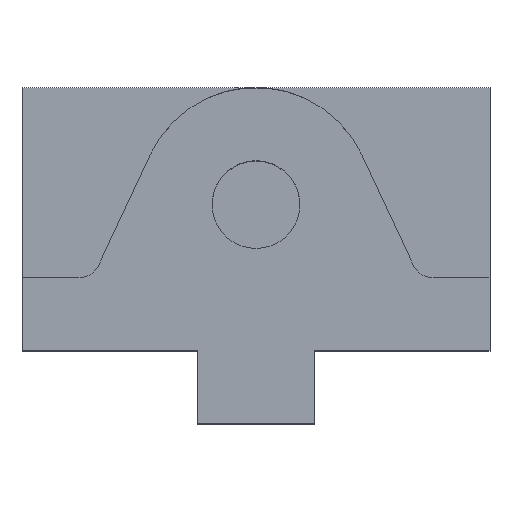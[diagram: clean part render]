
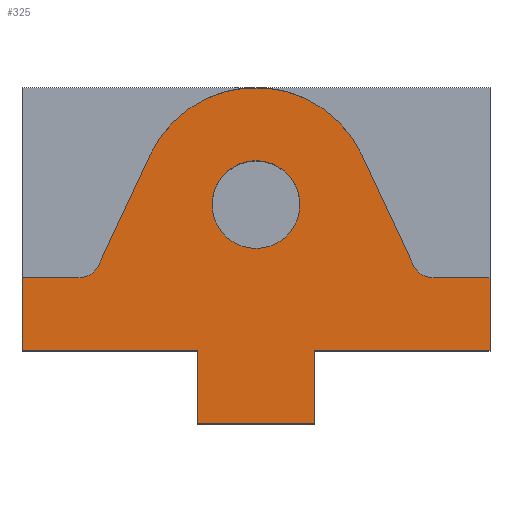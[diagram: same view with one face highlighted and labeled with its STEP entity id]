
A CAD part, top view. The second image highlights one B-rep face of the part: STEP entity #325.
In plain terms, the highlighted planar face has unit normal (0, 0, 1).
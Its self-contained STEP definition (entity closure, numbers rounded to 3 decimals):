
#2 = FACE_BOUND ( 'NONE', #350, .T. ) ;
#13 = CARTESIAN_POINT ( 'NONE',  ( -8., 10., 0. ) ) ;
#33 = VECTOR ( 'NONE', #247, 1000. ) ;
#37 = LINE ( 'NONE', #403, #601 ) ;
#40 = ORIENTED_EDGE ( 'NONE', *, *, #439, .T. ) ;
#53 = CIRCLE ( 'NONE', #355, 3. ) ;
#55 = LINE ( 'NONE', #604, #953 ) ;
#70 = ORIENTED_EDGE ( 'NONE', *, *, #1080, .T. ) ;
#71 = CIRCLE ( 'NONE', #728, 6. ) ;
#84 = EDGE_CURVE ( 'NONE', #400, #324, #480, .T. ) ;
#101 = EDGE_CURVE ( 'NONE', #324, #546, #671, .T. ) ;
#102 = DIRECTION ( 'NONE',  ( 0., -1., 0. ) ) ;
#123 = CARTESIAN_POINT ( 'NONE',  ( 6., 30., 0. ) ) ;
#140 = CARTESIAN_POINT ( 'NONE',  ( 14.501, 36.762, 0. ) ) ;
#142 = DIRECTION ( 'NONE',  ( 1., 0., 0. ) ) ;
#143 = VERTEX_POINT ( 'NONE', #1122 ) ;
#144 = DIRECTION ( 'NONE',  ( 0., -1., 0. ) ) ;
#147 = CARTESIAN_POINT ( 'NONE',  ( 14.501, 36.762, 0. ) ) ;
#157 = DIRECTION ( 'NONE',  ( 1., 0., 0. ) ) ;
#173 = CARTESIAN_POINT ( 'NONE',  ( -21.509, 21.732, 0. ) ) ;
#181 = ORIENTED_EDGE ( 'NONE', *, *, #1051, .F. ) ;
#206 = CARTESIAN_POINT ( 'NONE',  ( 32., 20., 0. ) ) ;
#226 = EDGE_CURVE ( 'NONE', #485, #400, #702, .T. ) ;
#247 = DIRECTION ( 'NONE',  ( 1., 0., 0. ) ) ;
#248 = LINE ( 'NONE', #1075, #492 ) ;
#259 = VECTOR ( 'NONE', #356, 1000. ) ;
#265 = VERTEX_POINT ( 'NONE', #140 ) ;
#276 = DIRECTION ( 'NONE',  ( 1., 0., 0. ) ) ;
#311 = CARTESIAN_POINT ( 'NONE',  ( 24.228, 23., 0. ) ) ;
#324 = VERTEX_POINT ( 'NONE', #823 ) ;
#325 = ADVANCED_FACE ( 'NONE', ( #2, #909 ), #812, .T. ) ;
#326 = CARTESIAN_POINT ( 'NONE',  ( 32., 10., 0. ) ) ;
#328 = CARTESIAN_POINT ( 'NONE',  ( 0., 30., 0. ) ) ;
#332 = VERTEX_POINT ( 'NONE', #630 ) ;
#335 = DIRECTION ( 'NONE',  ( 0., 0., -1. ) ) ;
#340 = CIRCLE ( 'NONE', #1010, 16. ) ;
#343 = DIRECTION ( 'NONE',  ( -0.423, 0.906, 0. ) ) ;
#350 = EDGE_LOOP ( 'NONE', ( #1073, #181 ) ) ;
#355 = AXIS2_PLACEMENT_3D ( 'NONE', #311, #335, #142 ) ;
#356 = DIRECTION ( 'NONE',  ( -1., 0., 0. ) ) ;
#363 = CARTESIAN_POINT ( 'NONE',  ( -24.228, 23., 0. ) ) ;
#369 = ORIENTED_EDGE ( 'NONE', *, *, #819, .T. ) ;
#379 = CARTESIAN_POINT ( 'NONE',  ( -32., 10., 0. ) ) ;
#382 = ORIENTED_EDGE ( 'NONE', *, *, #753, .T. ) ;
#398 = VECTOR ( 'NONE', #609, 1000. ) ;
#400 = VERTEX_POINT ( 'NONE', #1065 ) ;
#403 = CARTESIAN_POINT ( 'NONE',  ( -14.501, 36.762, 0. ) ) ;
#422 = DIRECTION ( 'NONE',  ( 0., 0., 1. ) ) ;
#424 = DIRECTION ( 'NONE',  ( 0., 1., 0. ) ) ;
#432 = ORIENTED_EDGE ( 'NONE', *, *, #1066, .T. ) ;
#436 = VECTOR ( 'NONE', #424, 1000. ) ;
#439 = EDGE_CURVE ( 'NONE', #332, #265, #776, .T. ) ;
#444 = ORIENTED_EDGE ( 'NONE', *, *, #720, .T. ) ;
#449 = EDGE_CURVE ( 'NONE', #979, #972, #248, .T. ) ;
#468 = CARTESIAN_POINT ( 'NONE',  ( -14.501, 36.762, 0. ) ) ;
#480 = LINE ( 'NONE', #379, #1006 ) ;
#485 = VERTEX_POINT ( 'NONE', #542 ) ;
#492 = VECTOR ( 'NONE', #968, 1000. ) ;
#504 = VERTEX_POINT ( 'NONE', #1187 ) ;
#505 = LINE ( 'NONE', #784, #33 ) ;
#520 = VERTEX_POINT ( 'NONE', #573 ) ;
#527 = VECTOR ( 'NONE', #756, 1000. ) ;
#535 = ORIENTED_EDGE ( 'NONE', *, *, #788, .T. ) ;
#542 = CARTESIAN_POINT ( 'NONE',  ( -24.228, 20., 0. ) ) ;
#546 = VERTEX_POINT ( 'NONE', #13 ) ;
#548 = CARTESIAN_POINT ( 'NONE',  ( 24.228, 20., 0. ) ) ;
#573 = CARTESIAN_POINT ( 'NONE',  ( 8., 10., 0. ) ) ;
#585 = CIRCLE ( 'NONE', #707, 3. ) ;
#591 = CARTESIAN_POINT ( 'NONE',  ( 0., 30., 0. ) ) ;
#593 = CARTESIAN_POINT ( 'NONE',  ( 8., 0., 0. ) ) ;
#598 = CARTESIAN_POINT ( 'NONE',  ( 32., 10., 0. ) ) ;
#601 = VECTOR ( 'NONE', #759, 1000. ) ;
#604 = CARTESIAN_POINT ( 'NONE',  ( -8., 0., 0. ) ) ;
#609 = DIRECTION ( 'NONE',  ( 1., 0., 0. ) ) ;
#619 = CIRCLE ( 'NONE', #932, 6. ) ;
#630 = CARTESIAN_POINT ( 'NONE',  ( 21.509, 21.732, 0. ) ) ;
#662 = VERTEX_POINT ( 'NONE', #123 ) ;
#668 = DIRECTION ( 'NONE',  ( 0., 1., 0. ) ) ;
#671 = LINE ( 'NONE', #942, #527 ) ;
#682 = LINE ( 'NONE', #593, #436 ) ;
#690 = ORIENTED_EDGE ( 'NONE', *, *, #449, .T. ) ;
#695 = DIRECTION ( 'NONE',  ( 1., 0., 0. ) ) ;
#702 = LINE ( 'NONE', #1076, #259 ) ;
#707 = AXIS2_PLACEMENT_3D ( 'NONE', #980, #811, #157 ) ;
#716 = DIRECTION ( 'NONE',  ( 0., 0., 1. ) ) ;
#720 = EDGE_CURVE ( 'NONE', #265, #1004, #340, .T. ) ;
#728 = AXIS2_PLACEMENT_3D ( 'NONE', #328, #1147, #695 ) ;
#751 = AXIS2_PLACEMENT_3D ( 'NONE', #363, #716, #276 ) ;
#753 = EDGE_CURVE ( 'NONE', #1004, #1174, #37, .T. ) ;
#756 = DIRECTION ( 'NONE',  ( 1., 0., 0. ) ) ;
#757 = DIRECTION ( 'NONE',  ( 1., 0., 0. ) ) ;
#759 = DIRECTION ( 'NONE',  ( -0.423, -0.906, 0. ) ) ;
#776 = LINE ( 'NONE', #147, #1008 ) ;
#784 = CARTESIAN_POINT ( 'NONE',  ( -8., 0., 0. ) ) ;
#788 = EDGE_CURVE ( 'NONE', #520, #954, #1095, .T. ) ;
#805 = ORIENTED_EDGE ( 'NONE', *, *, #101, .T. ) ;
#811 = DIRECTION ( 'NONE',  ( 0., 0., -1. ) ) ;
#812 = PLANE ( 'NONE',  #751 ) ;
#813 = ORIENTED_EDGE ( 'NONE', *, *, #871, .T. ) ;
#815 = EDGE_CURVE ( 'NONE', #143, #504, #505, .T. ) ;
#819 = EDGE_CURVE ( 'NONE', #546, #143, #55, .T. ) ;
#823 = CARTESIAN_POINT ( 'NONE',  ( -32., 10., 0. ) ) ;
#829 = ORIENTED_EDGE ( 'NONE', *, *, #226, .T. ) ;
#871 = EDGE_CURVE ( 'NONE', #1174, #485, #585, .T. ) ;
#908 = EDGE_CURVE ( 'NONE', #662, #1034, #71, .T. ) ;
#909 = FACE_OUTER_BOUND ( 'NONE', #1151, .T. ) ;
#932 = AXIS2_PLACEMENT_3D ( 'NONE', #591, #422, #757 ) ;
#942 = CARTESIAN_POINT ( 'NONE',  ( -8., 10., 0. ) ) ;
#946 = EDGE_CURVE ( 'NONE', #504, #520, #682, .T. ) ;
#948 = CARTESIAN_POINT ( 'NONE',  ( 0., 30., 0. ) ) ;
#950 = LINE ( 'NONE', #326, #1029 ) ;
#953 = VECTOR ( 'NONE', #144, 1000. ) ;
#954 = VERTEX_POINT ( 'NONE', #598 ) ;
#955 = DIRECTION ( 'NONE',  ( 1., 0., 0. ) ) ;
#963 = ORIENTED_EDGE ( 'NONE', *, *, #946, .T. ) ;
#968 = DIRECTION ( 'NONE',  ( -1., 0., 0. ) ) ;
#972 = VERTEX_POINT ( 'NONE', #548 ) ;
#979 = VERTEX_POINT ( 'NONE', #206 ) ;
#980 = CARTESIAN_POINT ( 'NONE',  ( -24.228, 23., 0. ) ) ;
#999 = ORIENTED_EDGE ( 'NONE', *, *, #815, .T. ) ;
#1004 = VERTEX_POINT ( 'NONE', #468 ) ;
#1006 = VECTOR ( 'NONE', #102, 1000. ) ;
#1008 = VECTOR ( 'NONE', #343, 1000. ) ;
#1010 = AXIS2_PLACEMENT_3D ( 'NONE', #948, #1031, #955 ) ;
#1029 = VECTOR ( 'NONE', #668, 1000. ) ;
#1031 = DIRECTION ( 'NONE',  ( 0., 0., 1. ) ) ;
#1034 = VERTEX_POINT ( 'NONE', #1149 ) ;
#1051 = EDGE_CURVE ( 'NONE', #1034, #662, #619, .T. ) ;
#1065 = CARTESIAN_POINT ( 'NONE',  ( -32., 20., 0. ) ) ;
#1066 = EDGE_CURVE ( 'NONE', #972, #332, #53, .T. ) ;
#1073 = ORIENTED_EDGE ( 'NONE', *, *, #908, .F. ) ;
#1075 = CARTESIAN_POINT ( 'NONE',  ( 32., 20., 0. ) ) ;
#1076 = CARTESIAN_POINT ( 'NONE',  ( -32., 20., 0. ) ) ;
#1080 = EDGE_CURVE ( 'NONE', #954, #979, #950, .T. ) ;
#1095 = LINE ( 'NONE', #1158, #398 ) ;
#1112 = ORIENTED_EDGE ( 'NONE', *, *, #84, .T. ) ;
#1122 = CARTESIAN_POINT ( 'NONE',  ( -8., 0., 0. ) ) ;
#1147 = DIRECTION ( 'NONE',  ( 0., 0., 1. ) ) ;
#1149 = CARTESIAN_POINT ( 'NONE',  ( -6., 30., 0. ) ) ;
#1151 = EDGE_LOOP ( 'NONE', ( #1112, #805, #369, #999, #963, #535, #70, #690, #432, #40, #444, #382, #813, #829 ) ) ;
#1158 = CARTESIAN_POINT ( 'NONE',  ( 8., 10., 0. ) ) ;
#1174 = VERTEX_POINT ( 'NONE', #173 ) ;
#1187 = CARTESIAN_POINT ( 'NONE',  ( 8., 0., 0. ) ) ;
